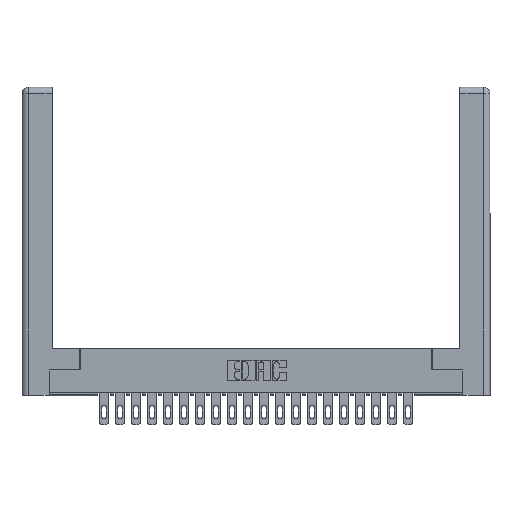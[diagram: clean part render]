
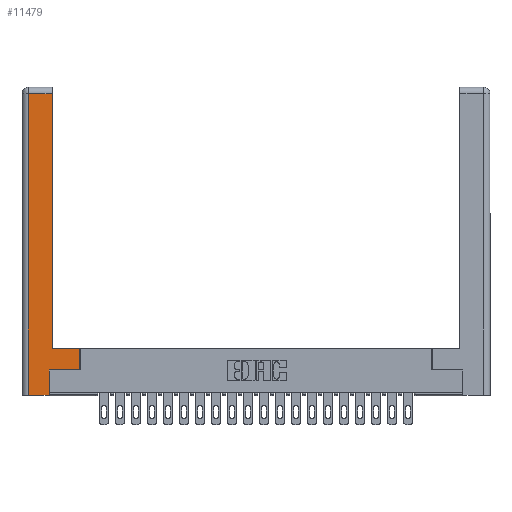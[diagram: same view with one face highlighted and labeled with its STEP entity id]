
A CAD part, top view. The second image highlights one B-rep face of the part: STEP entity #11479.
In plain terms, the highlighted planar face has unit normal (0, 0, 1).
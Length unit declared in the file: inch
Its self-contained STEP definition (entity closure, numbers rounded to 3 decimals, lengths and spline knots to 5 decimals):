
#80 = DIRECTION ( 'NONE',  ( 0., -1., 0. ) ) ;
#414 = VERTEX_POINT ( 'NONE', #17267 ) ;
#602 = CARTESIAN_POINT ( 'NONE',  ( 0.0615, 0., 0. ) ) ;
#923 = LINE ( 'NONE', #9476, #16963 ) ;
#2559 = ORIENTED_EDGE ( 'NONE', *, *, #14715, .T. ) ;
#2797 = LINE ( 'NONE', #9362, #7075 ) ;
#3265 = ORIENTED_EDGE ( 'NONE', *, *, #26038, .T. ) ;
#5381 = VECTOR ( 'NONE', #12695, 39.37008 ) ;
#6217 = DIRECTION ( 'NONE',  ( -1., 0., 0. ) ) ;
#6337 = VERTEX_POINT ( 'NONE', #8797 ) ;
#6437 = LINE ( 'NONE', #9206, #18818 ) ;
#6496 = EDGE_CURVE ( 'NONE', #414, #13972, #923, .T. ) ;
#6548 = DIRECTION ( 'NONE',  ( 1., 0., 0. ) ) ;
#6810 = ORIENTED_EDGE ( 'NONE', *, *, #8965, .T. ) ;
#6927 = ORIENTED_EDGE ( 'NONE', *, *, #8013, .T. ) ;
#6966 = ORIENTED_EDGE ( 'NONE', *, *, #7995, .T. ) ;
#7075 = VECTOR ( 'NONE', #15911, 39.37008 ) ;
#7384 = VERTEX_POINT ( 'NONE', #12838 ) ;
#7995 = EDGE_CURVE ( 'NONE', #20171, #11929, #6437, .T. ) ;
#8013 = EDGE_CURVE ( 'NONE', #13972, #6337, #2797, .T. ) ;
#8299 = DIRECTION ( 'NONE',  ( 0., 0., -1. ) ) ;
#8797 = CARTESIAN_POINT ( 'NONE',  ( 0.0615, 2.94, 0. ) ) ;
#8965 = EDGE_CURVE ( 'NONE', #22832, #17688, #11247, .T. ) ;
#9206 = CARTESIAN_POINT ( 'NONE',  ( 0.565, 0.45, 0. ) ) ;
#9362 = CARTESIAN_POINT ( 'NONE',  ( 0.0615, 2.94, 0. ) ) ;
#9476 = CARTESIAN_POINT ( 'NONE',  ( 0.295, 3., 0. ) ) ;
#9847 = ORIENTED_EDGE ( 'NONE', *, *, #24445, .T. ) ;
#11247 = LINE ( 'NONE', #13326, #13503 ) ;
#11427 = AXIS2_PLACEMENT_3D ( 'NONE', #24685, #8299, #26775 ) ;
#11479 = ADVANCED_FACE ( 'NONE', ( #13663 ), #20800, .F. ) ;
#11504 = DIRECTION ( 'NONE',  ( 1., 0., 0. ) ) ;
#11929 = VERTEX_POINT ( 'NONE', #26371 ) ;
#12264 = LINE ( 'NONE', #12571, #19748 ) ;
#12571 = CARTESIAN_POINT ( 'NONE',  ( 0.0615, 0., 0. ) ) ;
#12583 = ORIENTED_EDGE ( 'NONE', *, *, #17558, .T. ) ;
#12695 = DIRECTION ( 'NONE',  ( 0., 1., 0. ) ) ;
#12838 = CARTESIAN_POINT ( 'NONE',  ( 0.265, 0.245, 0. ) ) ;
#13326 = CARTESIAN_POINT ( 'NONE',  ( 0.265, 0., 0. ) ) ;
#13503 = VECTOR ( 'NONE', #11504, 39.37008 ) ;
#13663 = FACE_OUTER_BOUND ( 'NONE', #22516, .T. ) ;
#13768 = LINE ( 'NONE', #16606, #20349 ) ;
#13951 = VECTOR ( 'NONE', #6548, 39.37008 ) ;
#13972 = VERTEX_POINT ( 'NONE', #15863 ) ;
#14715 = EDGE_CURVE ( 'NONE', #6337, #22832, #12264, .T. ) ;
#15357 = CARTESIAN_POINT ( 'NONE',  ( 0.265, 0., 0. ) ) ;
#15863 = CARTESIAN_POINT ( 'NONE',  ( 0.295, 2.94, 0. ) ) ;
#15911 = DIRECTION ( 'NONE',  ( -1., 0., 0. ) ) ;
#16392 = CARTESIAN_POINT ( 'NONE',  ( 0.565, 0.245, 0. ) ) ;
#16606 = CARTESIAN_POINT ( 'NONE',  ( 0.295, 0.45, 0. ) ) ;
#16963 = VECTOR ( 'NONE', #17233, 39.37008 ) ;
#17233 = DIRECTION ( 'NONE',  ( 0., 1., 0. ) ) ;
#17267 = CARTESIAN_POINT ( 'NONE',  ( 0.295, 0.45, 0. ) ) ;
#17558 = EDGE_CURVE ( 'NONE', #11929, #414, #13768, .T. ) ;
#17688 = VERTEX_POINT ( 'NONE', #15357 ) ;
#17725 = ORIENTED_EDGE ( 'NONE', *, *, #6496, .T. ) ;
#18818 = VECTOR ( 'NONE', #25850, 39.37008 ) ;
#19013 = CARTESIAN_POINT ( 'NONE',  ( 0.565, 0.245, 0. ) ) ;
#19748 = VECTOR ( 'NONE', #80, 39.37008 ) ;
#20171 = VERTEX_POINT ( 'NONE', #16392 ) ;
#20349 = VECTOR ( 'NONE', #6217, 39.37008 ) ;
#20800 = PLANE ( 'NONE',  #11427 ) ;
#21493 = LINE ( 'NONE', #19013, #13951 ) ;
#22516 = EDGE_LOOP ( 'NONE', ( #17725, #6927, #2559, #6810, #3265, #9847, #6966, #12583 ) ) ;
#22832 = VERTEX_POINT ( 'NONE', #602 ) ;
#23079 = CARTESIAN_POINT ( 'NONE',  ( 0.265, 0.245, 0. ) ) ;
#24445 = EDGE_CURVE ( 'NONE', #7384, #20171, #21493, .T. ) ;
#24644 = LINE ( 'NONE', #23079, #5381 ) ;
#24685 = CARTESIAN_POINT ( 'NONE',  ( 0., 0., 0. ) ) ;
#25850 = DIRECTION ( 'NONE',  ( 0., 1., 0. ) ) ;
#26038 = EDGE_CURVE ( 'NONE', #17688, #7384, #24644, .T. ) ;
#26371 = CARTESIAN_POINT ( 'NONE',  ( 0.565, 0.45, 0. ) ) ;
#26775 = DIRECTION ( 'NONE',  ( -1., 0., 0. ) ) ;
